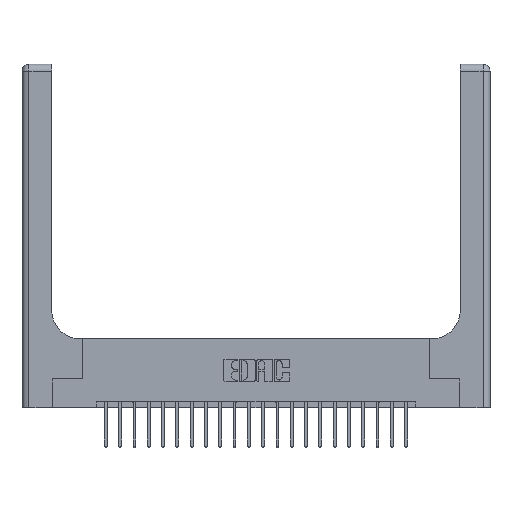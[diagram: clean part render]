
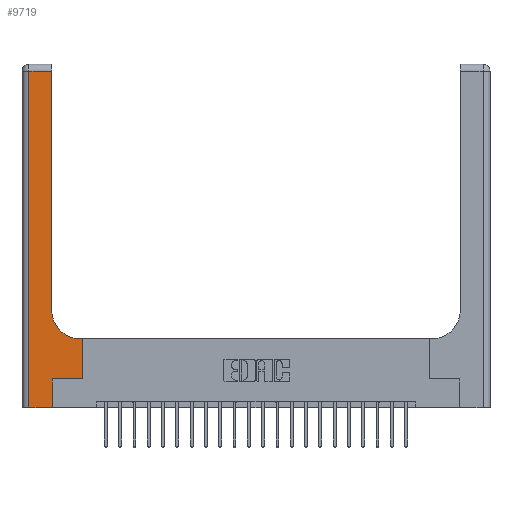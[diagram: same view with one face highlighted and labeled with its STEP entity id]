
A CAD part, top view. The second image highlights one B-rep face of the part: STEP entity #9719.
In plain terms, the highlighted planar face has unit normal (0, 0, 1).
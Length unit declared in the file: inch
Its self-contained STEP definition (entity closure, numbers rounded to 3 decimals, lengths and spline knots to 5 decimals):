
#51 = VECTOR ( 'NONE', #21146, 39.37008 ) ;
#496 = VECTOR ( 'NONE', #13057, 39.37008 ) ;
#871 = LINE ( 'NONE', #6002, #2220 ) ;
#1436 = VERTEX_POINT ( 'NONE', #8574 ) ;
#1466 = CARTESIAN_POINT ( 'NONE',  ( 0.26, 0.85, 0.37 ) ) ;
#1710 = VERTEX_POINT ( 'NONE', #15199 ) ;
#1769 = EDGE_LOOP ( 'NONE', ( #3798, #14914, #10031, #18521, #14165, #3517, #14551, #7076, #20331 ) ) ;
#2040 = CARTESIAN_POINT ( 'NONE',  ( 0.51, 0.6, 0.37 ) ) ;
#2220 = VECTOR ( 'NONE', #17809, 39.37008 ) ;
#2496 = DIRECTION ( 'NONE',  ( 1., 0., 0. ) ) ;
#3335 = VERTEX_POINT ( 'NONE', #2040 ) ;
#3517 = ORIENTED_EDGE ( 'NONE', *, *, #17034, .T. ) ;
#3798 = ORIENTED_EDGE ( 'NONE', *, *, #14387, .T. ) ;
#4404 = EDGE_CURVE ( 'NONE', #11447, #15578, #10130, .T. ) ;
#4437 = AXIS2_PLACEMENT_3D ( 'NONE', #20750, #5358, #5431 ) ;
#5358 = DIRECTION ( 'NONE',  ( 0., 0., -1. ) ) ;
#5431 = DIRECTION ( 'NONE',  ( -1., 0., 0. ) ) ;
#5742 = EDGE_CURVE ( 'NONE', #15578, #9359, #19271, .T. ) ;
#6002 = CARTESIAN_POINT ( 'NONE',  ( 0.528, 0.25, 0.37 ) ) ;
#6462 = DIRECTION ( 'NONE',  ( 0., 1., 0. ) ) ;
#6758 = VERTEX_POINT ( 'NONE', #1466 ) ;
#7076 = ORIENTED_EDGE ( 'NONE', *, *, #7184, .T. ) ;
#7184 = EDGE_CURVE ( 'NONE', #1436, #3335, #7883, .T. ) ;
#7340 = DIRECTION ( 'NONE',  ( -1., 0., 0. ) ) ;
#7837 = DIRECTION ( 'NONE',  ( 1., 0., 0. ) ) ;
#7883 = LINE ( 'NONE', #15811, #15161 ) ;
#8392 = VERTEX_POINT ( 'NONE', #12712 ) ;
#8574 = CARTESIAN_POINT ( 'NONE',  ( 0.528, 0.6, 0.37 ) ) ;
#9068 = LINE ( 'NONE', #20002, #21214 ) ;
#9321 = CARTESIAN_POINT ( 'NONE',  ( 0.265, 0.25, 0.37 ) ) ;
#9359 = VERTEX_POINT ( 'NONE', #10657 ) ;
#9452 = VERTEX_POINT ( 'NONE', #19570 ) ;
#9719 = ADVANCED_FACE ( 'NONE', ( #14001 ), #20595, .F. ) ;
#10031 = ORIENTED_EDGE ( 'NONE', *, *, #5742, .T. ) ;
#10043 = EDGE_CURVE ( 'NONE', #9359, #9452, #22265, .T. ) ;
#10108 = DIRECTION ( 'NONE',  ( 0., 0., -1. ) ) ;
#10130 = LINE ( 'NONE', #16685, #496 ) ;
#10167 = EDGE_CURVE ( 'NONE', #9452, #8392, #9068, .T. ) ;
#10227 = CIRCLE ( 'NONE', #20050, 0.25 ) ;
#10657 = CARTESIAN_POINT ( 'NONE',  ( 0.06, 0., 0.37 ) ) ;
#11077 = CARTESIAN_POINT ( 'NONE',  ( 0.06, 2.94, 0.37 ) ) ;
#11447 = VERTEX_POINT ( 'NONE', #19336 ) ;
#11599 = LINE ( 'NONE', #21450, #51 ) ;
#11734 = VECTOR ( 'NONE', #7837, 39.37008 ) ;
#11833 = CARTESIAN_POINT ( 'NONE',  ( 0.51, 0.85, 0.37 ) ) ;
#12712 = CARTESIAN_POINT ( 'NONE',  ( 0.265, 0.25, 0.37 ) ) ;
#13057 = DIRECTION ( 'NONE',  ( -1., 0., 0. ) ) ;
#14001 = FACE_OUTER_BOUND ( 'NONE', #1769, .T. ) ;
#14165 = ORIENTED_EDGE ( 'NONE', *, *, #10167, .T. ) ;
#14387 = EDGE_CURVE ( 'NONE', #6758, #11447, #11599, .T. ) ;
#14551 = ORIENTED_EDGE ( 'NONE', *, *, #20080, .T. ) ;
#14640 = EDGE_CURVE ( 'NONE', #3335, #6758, #10227, .T. ) ;
#14914 = ORIENTED_EDGE ( 'NONE', *, *, #4404, .T. ) ;
#15161 = VECTOR ( 'NONE', #7340, 39.37008 ) ;
#15199 = CARTESIAN_POINT ( 'NONE',  ( 0.528, 0.25, 0.37 ) ) ;
#15578 = VERTEX_POINT ( 'NONE', #11077 ) ;
#15678 = CARTESIAN_POINT ( 'NONE',  ( 0.06, 3., 0.37 ) ) ;
#15811 = CARTESIAN_POINT ( 'NONE',  ( 0.26, 0.6, 0.37 ) ) ;
#16685 = CARTESIAN_POINT ( 'NONE',  ( 0., 2.94, 0.37 ) ) ;
#17034 = EDGE_CURVE ( 'NONE', #8392, #1710, #20373, .T. ) ;
#17809 = DIRECTION ( 'NONE',  ( 0., 1., 0. ) ) ;
#18521 = ORIENTED_EDGE ( 'NONE', *, *, #10043, .T. ) ;
#18979 = DIRECTION ( 'NONE',  ( 0., -1., 0. ) ) ;
#19271 = LINE ( 'NONE', #15678, #20580 ) ;
#19336 = CARTESIAN_POINT ( 'NONE',  ( 0.26, 2.94, 0.37 ) ) ;
#19570 = CARTESIAN_POINT ( 'NONE',  ( 0.265, 0., 0.37 ) ) ;
#20002 = CARTESIAN_POINT ( 'NONE',  ( 0.265, 0., 0.37 ) ) ;
#20050 = AXIS2_PLACEMENT_3D ( 'NONE', #11833, #10108, #22167 ) ;
#20080 = EDGE_CURVE ( 'NONE', #1710, #1436, #871, .T. ) ;
#20331 = ORIENTED_EDGE ( 'NONE', *, *, #14640, .T. ) ;
#20373 = LINE ( 'NONE', #9321, #11734 ) ;
#20580 = VECTOR ( 'NONE', #18979, 39.37008 ) ;
#20595 = PLANE ( 'NONE',  #4437 ) ;
#20750 = CARTESIAN_POINT ( 'NONE',  ( 0., 3., 0.37 ) ) ;
#21146 = DIRECTION ( 'NONE',  ( 0., 1., 0. ) ) ;
#21214 = VECTOR ( 'NONE', #6462, 39.37008 ) ;
#21450 = CARTESIAN_POINT ( 'NONE',  ( 0.26, 3., 0.37 ) ) ;
#21508 = CARTESIAN_POINT ( 'NONE',  ( 0., 0., 0.37 ) ) ;
#22015 = VECTOR ( 'NONE', #2496, 39.37008 ) ;
#22167 = DIRECTION ( 'NONE',  ( 1., 0., 0. ) ) ;
#22265 = LINE ( 'NONE', #21508, #22015 ) ;
